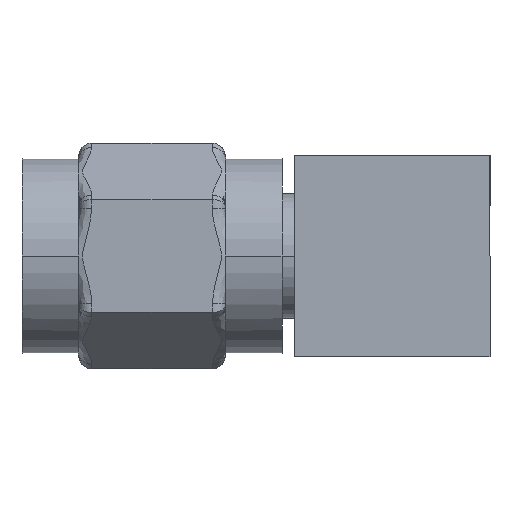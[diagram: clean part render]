
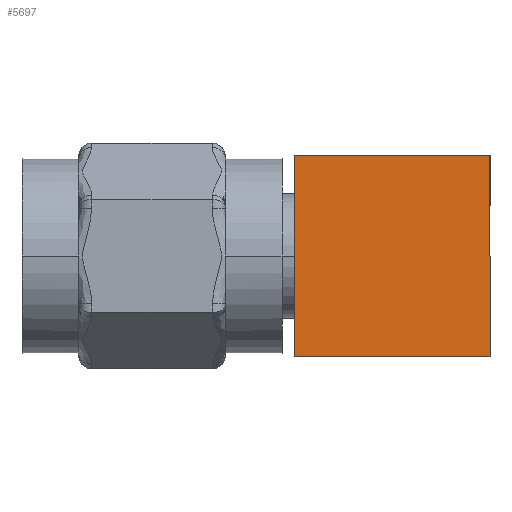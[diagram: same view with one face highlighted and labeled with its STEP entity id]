
A CAD part, front view. The second image highlights one B-rep face of the part: STEP entity #5697.
In plain terms, the highlighted face is planar.
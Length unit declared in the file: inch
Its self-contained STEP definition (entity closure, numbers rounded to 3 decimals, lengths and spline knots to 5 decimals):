
#5506 = VERTEX_POINT ( 'NONE', #6342 ) ;
#5656 = VERTEX_POINT ( 'NONE', #6725 ) ;
#5659 = VERTEX_POINT ( 'NONE', #6836 ) ;
#5674 = EDGE_CURVE ( 'NONE', #5656, #5699, #6730, .T. ) ;
#5675 = ORIENTED_EDGE ( 'NONE', *, *, #5686, .T. ) ;
#5676 = ORIENTED_EDGE ( 'NONE', *, *, #5728, .F. ) ;
#5678 = EDGE_LOOP ( 'NONE', ( #5675, #5676, #5680, #5729 ) ) ;
#5680 = ORIENTED_EDGE ( 'NONE', *, *, #5681, .F. ) ;
#5681 = EDGE_CURVE ( 'NONE', #5656, #5659, #6877, .T. ) ;
#5686 = EDGE_CURVE ( 'NONE', #5699, #5506, #6698, .T. ) ;
#5697 = ADVANCED_FACE ( 'NONE', ( #6808 ), #6807, .F. ) ;
#5699 = VERTEX_POINT ( 'NONE', #6802 ) ;
#5728 = EDGE_CURVE ( 'NONE', #5659, #5506, #6685, .T. ) ;
#5729 = ORIENTED_EDGE ( 'NONE', *, *, #5674, .T. ) ;
#6342 = CARTESIAN_POINT ( 'NONE',  ( -0.1605, -0.2275, 0.1605 ) ) ;
#6677 = DIRECTION ( 'NONE',  ( 0., 1., 0. ) ) ;
#6678 = VECTOR ( 'NONE', #6677, 39.37008 ) ;
#6679 = CARTESIAN_POINT ( 'NONE',  ( -0.1605, -0.5395, 0.1605 ) ) ;
#6685 = LINE ( 'NONE', #6679, #6678 ) ;
#6695 = DIRECTION ( 'NONE',  ( -1., 0., 0. ) ) ;
#6696 = VECTOR ( 'NONE', #6695, 39.37008 ) ;
#6697 = CARTESIAN_POINT ( 'NONE',  ( -0.1605, -0.2275, 0.1605 ) ) ;
#6698 = LINE ( 'NONE', #6697, #6696 ) ;
#6725 = CARTESIAN_POINT ( 'NONE',  ( 0.1605, -0.5395, 0.1605 ) ) ;
#6728 = VECTOR ( 'NONE', #6878, 39.37008 ) ;
#6729 = CARTESIAN_POINT ( 'NONE',  ( 0.1605, -0.5395, 0.1605 ) ) ;
#6730 = LINE ( 'NONE', #6729, #6728 ) ;
#6802 = CARTESIAN_POINT ( 'NONE',  ( 0.1605, -0.2275, 0.1605 ) ) ;
#6803 = DIRECTION ( 'NONE',  ( 0., 1., 0. ) ) ;
#6804 = DIRECTION ( 'NONE',  ( 0., 0., -1. ) ) ;
#6805 = CARTESIAN_POINT ( 'NONE',  ( -0.1605, -0.5395, 0.1605 ) ) ;
#6806 = AXIS2_PLACEMENT_3D ( 'NONE', #6805, #6804, #6803 ) ;
#6807 = PLANE ( 'NONE',  #6806 ) ;
#6808 = FACE_OUTER_BOUND ( 'NONE', #5678, .T. ) ;
#6836 = CARTESIAN_POINT ( 'NONE',  ( -0.1605, -0.5395, 0.1605 ) ) ;
#6874 = DIRECTION ( 'NONE',  ( -1., 0., 0. ) ) ;
#6875 = VECTOR ( 'NONE', #6874, 39.37008 ) ;
#6876 = CARTESIAN_POINT ( 'NONE',  ( -0.1605, -0.5395, 0.1605 ) ) ;
#6877 = LINE ( 'NONE', #6876, #6875 ) ;
#6878 = DIRECTION ( 'NONE',  ( 0., 1., 0. ) ) ;
